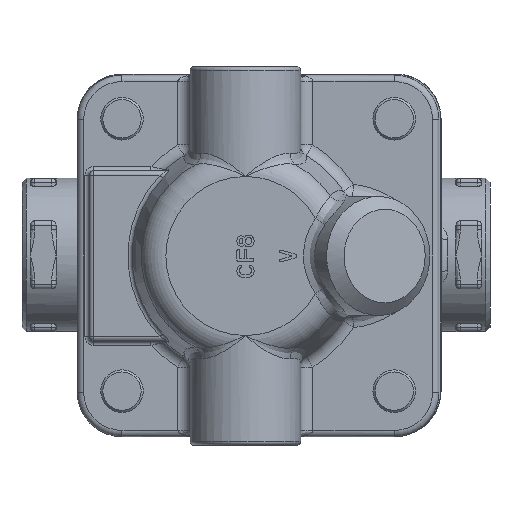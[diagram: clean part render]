
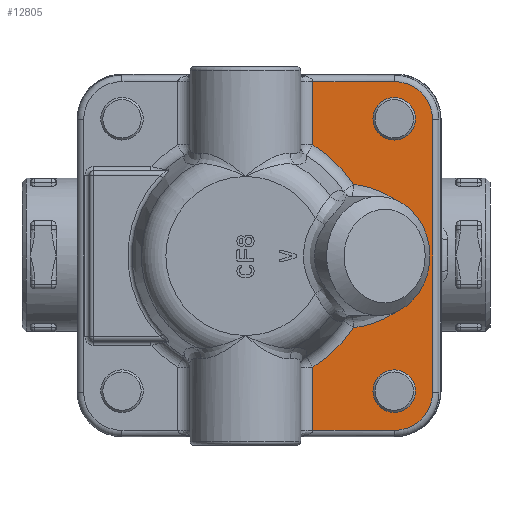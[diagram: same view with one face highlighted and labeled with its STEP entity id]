
A CAD part, front view. The second image highlights one B-rep face of the part: STEP entity #12805.
In plain terms, the highlighted planar face has unit normal (0, -1, 0).
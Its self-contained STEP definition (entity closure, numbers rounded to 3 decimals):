
#803=(
BOUNDED_CURVE()
B_SPLINE_CURVE(3,(#29909,#29910,#29911,#29912,#29913,#29914,#29915,#29916,
#29917,#29918,#29919,#29920,#29921,#29922,#29923,#29924,#29925,#29926,#29927,
#29928,#29929,#29930,#29931,#29932,#29933,#29934,#29935,#29936,#29937,#29938,
#29939,#29940,#29941,#29942),.UNSPECIFIED.,.F.,.F.)
B_SPLINE_CURVE_WITH_KNOTS((4,2,2,2,2,2,2,2,2,2,2,2,2,2,2,2,4),(0.,0.063,
0.125,0.188,0.25,0.313,0.375,0.438,0.5,0.563,0.625,0.688,0.75,0.813,
0.875,0.938,1.),.UNSPECIFIED.)
CURVE()
GEOMETRIC_REPRESENTATION_ITEM()
RATIONAL_B_SPLINE_CURVE((1.,1.,1.,1.,1.,1.,1.,1.,1.,1.,1.,1.,1.,1.,1.,1.,
1.,1.,1.,1.,1.,1.,1.,1.,1.,1.,1.,1.,1.,1.,1.,1.,1.,1.))
REPRESENTATION_ITEM('')
);
#1555=LINE('',#29804,#2288);
#1556=LINE('',#29946,#2289);
#1559=LINE('',#29964,#2292);
#1564=LINE('',#29982,#2297);
#1567=LINE('',#30002,#2300);
#2288=VECTOR('',#17546,10.);
#2289=VECTOR('',#17557,10.);
#2292=VECTOR('',#17578,10.);
#2297=VECTOR('',#17601,10.);
#2300=VECTOR('',#17626,10.);
#2573=FACE_BOUND('',#4206,.T.);
#2574=FACE_BOUND('',#4207,.T.);
#3374=FACE_OUTER_BOUND('',#4205,.T.);
#4205=EDGE_LOOP('',(#11715,#11716,#11717,#11718,#11719,#11720,#11721,#11722,
#11723,#11724));
#4206=EDGE_LOOP('',(#11725));
#4207=EDGE_LOOP('',(#11726));
#4686=CIRCLE('',#13853,5.);
#4687=CIRCLE('',#13855,5.);
#4837=CIRCLE('',#14153,30.546);
#4838=CIRCLE('',#14155,30.546);
#4842=CIRCLE('',#14163,9.);
#4846=CIRCLE('',#14169,9.);
#5688=VERTEX_POINT('',#26419);
#5689=VERTEX_POINT('',#26423);
#5967=VERTEX_POINT('',#29281);
#5968=VERTEX_POINT('',#29285);
#5970=VERTEX_POINT('',#29344);
#5971=VERTEX_POINT('',#29348);
#5979=VERTEX_POINT('',#29538);
#5982=VERTEX_POINT('',#29705);
#5985=VERTEX_POINT('',#29953);
#5987=VERTEX_POINT('',#29957);
#5988=VERTEX_POINT('',#29961);
#5991=VERTEX_POINT('',#29969);
#7401=EDGE_CURVE('',#5688,#5688,#4686,.T.);
#7403=EDGE_CURVE('',#5689,#5689,#4687,.T.);
#7865=EDGE_CURVE('',#5979,#5967,#1555,.T.);
#7866=EDGE_CURVE('',#5967,#5968,#4837,.T.);
#7867=EDGE_CURVE('',#5968,#5970,#803,.T.);
#7868=EDGE_CURVE('',#5970,#5971,#4838,.T.);
#7869=EDGE_CURVE('',#5971,#5982,#1556,.T.);
#7875=EDGE_CURVE('',#5985,#5987,#4842,.T.);
#7877=EDGE_CURVE('',#5987,#5988,#1559,.T.);
#7881=EDGE_CURVE('',#5988,#5991,#4846,.T.);
#7887=EDGE_CURVE('',#5991,#5979,#1564,.T.);
#7897=EDGE_CURVE('',#5982,#5985,#1567,.T.);
#11715=ORIENTED_EDGE('',*,*,#7877,.T.);
#11716=ORIENTED_EDGE('',*,*,#7881,.T.);
#11717=ORIENTED_EDGE('',*,*,#7887,.T.);
#11718=ORIENTED_EDGE('',*,*,#7865,.T.);
#11719=ORIENTED_EDGE('',*,*,#7866,.T.);
#11720=ORIENTED_EDGE('',*,*,#7867,.T.);
#11721=ORIENTED_EDGE('',*,*,#7868,.T.);
#11722=ORIENTED_EDGE('',*,*,#7869,.T.);
#11723=ORIENTED_EDGE('',*,*,#7897,.T.);
#11724=ORIENTED_EDGE('',*,*,#7875,.T.);
#11725=ORIENTED_EDGE('',*,*,#7403,.F.);
#11726=ORIENTED_EDGE('',*,*,#7401,.F.);
#12004=PLANE('',#14201);
#12805=ADVANCED_FACE('',(#3374,#2573,#2574),#12004,.T.);
#13853=AXIS2_PLACEMENT_3D('',#26420,#16692,#16693);
#13855=AXIS2_PLACEMENT_3D('',#26424,#16697,#16698);
#14153=AXIS2_PLACEMENT_3D('',#29806,#17549,#17550);
#14155=AXIS2_PLACEMENT_3D('',#29944,#17553,#17554);
#14163=AXIS2_PLACEMENT_3D('',#29959,#17572,#17573);
#14169=AXIS2_PLACEMENT_3D('',#29971,#17586,#17587);
#14201=AXIS2_PLACEMENT_3D('',#30035,#17670,#17671);
#16692=DIRECTION('center_axis',(0.,-1.,0.));
#16693=DIRECTION('ref_axis',(-1.,0.,0.));
#16697=DIRECTION('center_axis',(0.,-1.,0.));
#16698=DIRECTION('ref_axis',(-1.,0.,0.));
#17546=DIRECTION('',(0.,0.,-1.));
#17549=DIRECTION('center_axis',(0.,1.,0.));
#17550=DIRECTION('ref_axis',(0.834,0.,0.552));
#17553=DIRECTION('center_axis',(0.,1.,0.));
#17554=DIRECTION('ref_axis',(0.52,0.,-0.854));
#17557=DIRECTION('',(0.,0.,-1.));
#17572=DIRECTION('center_axis',(0.,-1.,0.));
#17573=DIRECTION('ref_axis',(1.,0.,0.));
#17578=DIRECTION('',(0.,0.,1.));
#17586=DIRECTION('center_axis',(0.,-1.,0.));
#17587=DIRECTION('ref_axis',(0.,0.,1.));
#17601=DIRECTION('',(-1.,0.,0.));
#17626=DIRECTION('',(1.,0.,0.));
#17670=DIRECTION('center_axis',(0.,-1.,0.));
#17671=DIRECTION('ref_axis',(0.,0.,1.));
#26419=CARTESIAN_POINT('',(30.632,-39.666,-31.966));
#26420=CARTESIAN_POINT('Origin',(25.632,-39.666,-31.966));
#26423=CARTESIAN_POINT('',(30.632,-39.666,32.027));
#26424=CARTESIAN_POINT('Origin',(25.632,-39.666,32.027));
#29281=CARTESIAN_POINT('',(6.51,-39.666,25.876));
#29285=CARTESIAN_POINT('',(16.112,-39.666,16.631));
#29344=CARTESIAN_POINT('',(16.112,-39.666,-17.074));
#29348=CARTESIAN_POINT('',(6.51,-39.666,-26.319));
#29538=CARTESIAN_POINT('',(6.51,-39.666,40.779));
#29705=CARTESIAN_POINT('',(6.51,-39.666,-41.221));
#29804=CARTESIAN_POINT('',(6.51,-39.666,40.779));
#29806=CARTESIAN_POINT('Origin',(-9.364,-39.666,-0.221));
#29909=CARTESIAN_POINT('Ctrl Pts',(16.112,-39.666,16.631));
#29910=CARTESIAN_POINT('Ctrl Pts',(17.279,-39.666,16.497));
#29911=CARTESIAN_POINT('Ctrl Pts',(18.432,-39.666,16.272));
#29912=CARTESIAN_POINT('Ctrl Pts',(20.672,-39.666,15.647));
#29913=CARTESIAN_POINT('Ctrl Pts',(21.76,-39.666,15.247));
#29914=CARTESIAN_POINT('Ctrl Pts',(23.835,-39.666,14.285));
#29915=CARTESIAN_POINT('Ctrl Pts',(24.823,-39.666,13.723));
#29916=CARTESIAN_POINT('Ctrl Pts',(26.666,-39.666,12.454));
#29917=CARTESIAN_POINT('Ctrl Pts',(27.521,-39.666,11.748));
#29918=CARTESIAN_POINT('Ctrl Pts',(29.073,-39.666,10.215));
#29919=CARTESIAN_POINT('Ctrl Pts',(29.768,-39.666,9.388));
#29920=CARTESIAN_POINT('Ctrl Pts',(30.978,-39.666,7.639));
#29921=CARTESIAN_POINT('Ctrl Pts',(31.492,-39.666,6.717));
#29922=CARTESIAN_POINT('Ctrl Pts',(32.32,-39.666,4.809));
#29923=CARTESIAN_POINT('Ctrl Pts',(32.635,-39.666,3.823));
#29924=CARTESIAN_POINT('Ctrl Pts',(33.056,-39.666,1.817));
#29925=CARTESIAN_POINT('Ctrl Pts',(33.162,-39.666,0.798));
#29926=CARTESIAN_POINT('Ctrl Pts',(33.162,-39.666,-1.241));
#29927=CARTESIAN_POINT('Ctrl Pts',(33.056,-39.666,-2.26));
#29928=CARTESIAN_POINT('Ctrl Pts',(32.635,-39.666,-4.266));
#29929=CARTESIAN_POINT('Ctrl Pts',(32.32,-39.666,-5.252));
#29930=CARTESIAN_POINT('Ctrl Pts',(31.492,-39.666,-7.16));
#29931=CARTESIAN_POINT('Ctrl Pts',(30.978,-39.666,-8.082));
#29932=CARTESIAN_POINT('Ctrl Pts',(29.768,-39.666,-9.831));
#29933=CARTESIAN_POINT('Ctrl Pts',(29.073,-39.666,-10.658));
#29934=CARTESIAN_POINT('Ctrl Pts',(27.521,-39.666,-12.191));
#29935=CARTESIAN_POINT('Ctrl Pts',(26.666,-39.666,-12.897));
#29936=CARTESIAN_POINT('Ctrl Pts',(24.823,-39.666,-14.165));
#29937=CARTESIAN_POINT('Ctrl Pts',(23.835,-39.666,-14.728));
#29938=CARTESIAN_POINT('Ctrl Pts',(21.76,-39.666,-15.69));
#29939=CARTESIAN_POINT('Ctrl Pts',(20.672,-39.666,-16.09));
#29940=CARTESIAN_POINT('Ctrl Pts',(18.432,-39.666,-16.715));
#29941=CARTESIAN_POINT('Ctrl Pts',(17.279,-39.666,-16.94));
#29942=CARTESIAN_POINT('Ctrl Pts',(16.112,-39.666,-17.074));
#29944=CARTESIAN_POINT('Origin',(-9.364,-39.666,-0.221));
#29946=CARTESIAN_POINT('',(6.51,-39.666,-26.319));
#29953=CARTESIAN_POINT('',(25.636,-39.666,-41.221));
#29957=CARTESIAN_POINT('',(34.636,-39.666,-32.221));
#29959=CARTESIAN_POINT('Origin',(25.636,-39.666,-32.221));
#29961=CARTESIAN_POINT('',(34.636,-39.666,31.779));
#29964=CARTESIAN_POINT('',(34.636,-39.666,-32.221));
#29969=CARTESIAN_POINT('',(25.636,-39.666,40.779));
#29971=CARTESIAN_POINT('Origin',(25.636,-39.666,31.779));
#29982=CARTESIAN_POINT('',(25.636,-39.666,40.779));
#30002=CARTESIAN_POINT('',(6.51,-39.666,-41.221));
#30035=CARTESIAN_POINT('Origin',(34.636,-39.666,-0.221));
